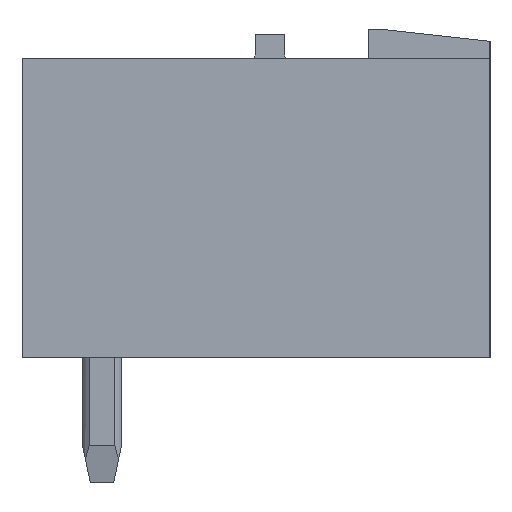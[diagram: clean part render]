
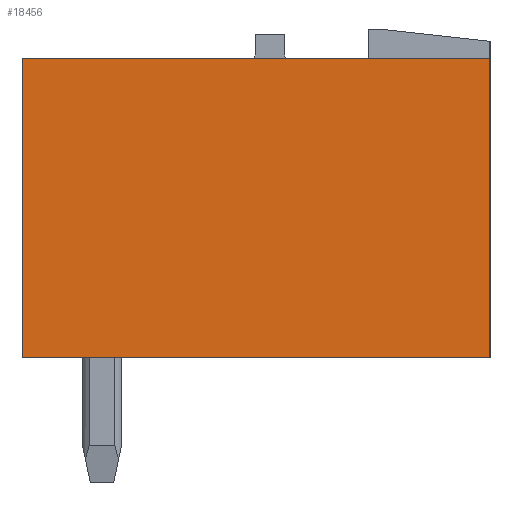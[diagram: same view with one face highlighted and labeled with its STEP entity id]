
A CAD part, left-side view. The second image highlights one B-rep face of the part: STEP entity #18456.
In plain terms, the highlighted planar face has unit normal (-1, 0, 0).
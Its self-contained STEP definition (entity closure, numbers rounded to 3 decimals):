
#18448=AXIS2_PLACEMENT_3D('Plane Axis2P3D',#18445,#18446,#18447) ;
#725=CARTESIAN_POINT('Vertex',(0.,12.,10.88)) ;
#728=CARTESIAN_POINT('Line Origine',(0.,6.,10.88)) ;
#732=CARTESIAN_POINT('Vertex',(0.,0.,10.88)) ;
#1328=CARTESIAN_POINT('Vertex',(0.,12.,3.2)) ;
#1331=CARTESIAN_POINT('Line Origine',(0.,12.,7.04)) ;
#1359=CARTESIAN_POINT('Vertex',(0.,0.,3.2)) ;
#1362=CARTESIAN_POINT('Line Origine',(0.,6.,3.2)) ;
#9921=CARTESIAN_POINT('Line Origine',(0.,0.,7.04)) ;
#18445=CARTESIAN_POINT('Axis2P3D Location',(0.,0.,0.)) ;
#729=DIRECTION('Vector Direction',(0.,1.,0.)) ;
#1332=DIRECTION('Vector Direction',(0.,0.,1.)) ;
#1363=DIRECTION('Vector Direction',(0.,1.,0.)) ;
#9922=DIRECTION('Vector Direction',(0.,0.,-1.)) ;
#18446=DIRECTION('Axis2P3D Direction',(-1.,0.,0.)) ;
#18447=DIRECTION('Axis2P3D XDirection',(0.,-1.,0.)) ;
#730=VECTOR('Line Direction',#729,1.) ;
#1333=VECTOR('Line Direction',#1332,1.) ;
#1364=VECTOR('Line Direction',#1363,1.) ;
#9923=VECTOR('Line Direction',#9922,1.) ;
#18451=ORIENTED_EDGE('',*,*,#9925,.T.) ;
#18452=ORIENTED_EDGE('',*,*,#734,.T.) ;
#18453=ORIENTED_EDGE('',*,*,#1335,.T.) ;
#18454=ORIENTED_EDGE('',*,*,#1366,.T.) ;
#18456=ADVANCED_FACE('Housing',(#18455),#18449,.T.) ;
#734=EDGE_CURVE('',#733,#726,#731,.T.) ;
#1335=EDGE_CURVE('',#726,#1329,#1334,.F.) ;
#1366=EDGE_CURVE('',#1329,#1360,#1365,.F.) ;
#9925=EDGE_CURVE('',#1360,#733,#9924,.F.) ;
#18450=EDGE_LOOP('',(#18451,#18452,#18453,#18454)) ;
#18455=FACE_OUTER_BOUND('',#18450,.T.) ;
#731=LINE('Line',#728,#730) ;
#1334=LINE('Line',#1331,#1333) ;
#1365=LINE('Line',#1362,#1364) ;
#9924=LINE('Line',#9921,#9923) ;
#18449=PLANE('',#18448) ;
#726=VERTEX_POINT('',#725) ;
#733=VERTEX_POINT('',#732) ;
#1329=VERTEX_POINT('',#1328) ;
#1360=VERTEX_POINT('',#1359) ;
